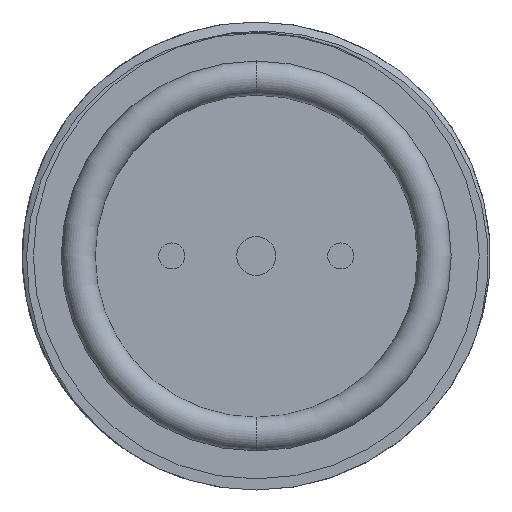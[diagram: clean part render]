
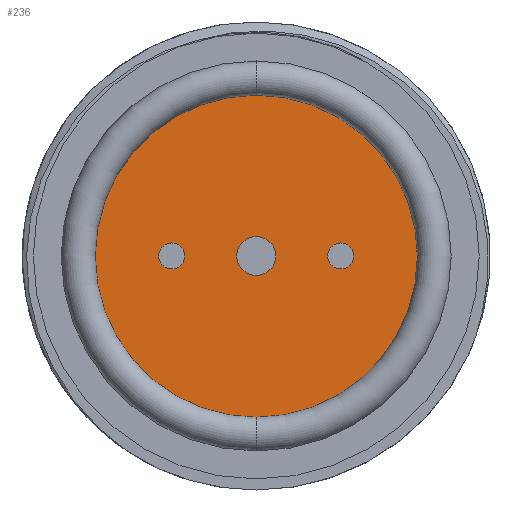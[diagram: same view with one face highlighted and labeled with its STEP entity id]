
A CAD part, front view. The second image highlights one B-rep face of the part: STEP entity #236.
In plain terms, the highlighted planar face has unit normal (0, -1, 0).
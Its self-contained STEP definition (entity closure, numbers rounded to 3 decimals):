
#168 = DIRECTION ( 'NONE',  ( 0., 0., -1. ) ) ;
#205 = FACE_BOUND ( 'NONE', #691, .T. ) ;
#236 = ADVANCED_FACE ( 'NONE', ( #4204, #1338, #205, #2342 ), #2041, .T. ) ;
#595 = VERTEX_POINT ( 'NONE', #2734 ) ;
#691 = EDGE_LOOP ( 'NONE', ( #1287, #1669 ) ) ;
#748 = AXIS2_PLACEMENT_3D ( 'NONE', #1150, #3756, #1539 ) ;
#796 = AXIS2_PLACEMENT_3D ( 'NONE', #1958, #1576, #3795 ) ;
#815 = CARTESIAN_POINT ( 'NONE',  ( 0., 2., 0. ) ) ;
#868 = EDGE_CURVE ( 'NONE', #2784, #4468, #2381, .T. ) ;
#981 = EDGE_LOOP ( 'NONE', ( #4504, #1432 ) ) ;
#1002 = CARTESIAN_POINT ( 'NONE',  ( 6.5, 2., 0. ) ) ;
#1033 = EDGE_LOOP ( 'NONE', ( #2956, #3974 ) ) ;
#1136 = ORIENTED_EDGE ( 'NONE', *, *, #3571, .F. ) ;
#1150 = CARTESIAN_POINT ( 'NONE',  ( 6.5, 2., 0. ) ) ;
#1281 = VERTEX_POINT ( 'NONE', #2667 ) ;
#1287 = ORIENTED_EDGE ( 'NONE', *, *, #2062, .F. ) ;
#1298 = CARTESIAN_POINT ( 'NONE',  ( -6.5, 2., 0. ) ) ;
#1338 = FACE_BOUND ( 'NONE', #1785, .T. ) ;
#1404 = DIRECTION ( 'NONE',  ( 0., 0., -1. ) ) ;
#1432 = ORIENTED_EDGE ( 'NONE', *, *, #4658, .F. ) ;
#1496 = DIRECTION ( 'NONE',  ( 0., -1., 0. ) ) ;
#1510 = DIRECTION ( 'NONE',  ( 0., -1., 0. ) ) ;
#1539 = DIRECTION ( 'NONE',  ( 0., 0., -1. ) ) ;
#1576 = DIRECTION ( 'NONE',  ( 0., -1., 0. ) ) ;
#1624 = EDGE_CURVE ( 'NONE', #595, #3508, #2032, .T. ) ;
#1669 = ORIENTED_EDGE ( 'NONE', *, *, #4193, .F. ) ;
#1683 = DIRECTION ( 'NONE',  ( 0., 0., -1. ) ) ;
#1785 = EDGE_LOOP ( 'NONE', ( #3822, #1136 ) ) ;
#1814 = CARTESIAN_POINT ( 'NONE',  ( 0., 2., -1.5 ) ) ;
#1894 = VERTEX_POINT ( 'NONE', #2726 ) ;
#1958 = CARTESIAN_POINT ( 'NONE',  ( -6.5, 2., 0. ) ) ;
#2032 = CIRCLE ( 'NONE', #796, 1. ) ;
#2041 = PLANE ( 'NONE',  #2546 ) ;
#2062 = EDGE_CURVE ( 'NONE', #4828, #1281, #2085, .T. ) ;
#2085 = CIRCLE ( 'NONE', #2959, 1.5 ) ;
#2087 = AXIS2_PLACEMENT_3D ( 'NONE', #3716, #1496, #4104 ) ;
#2342 = FACE_OUTER_BOUND ( 'NONE', #1033, .T. ) ;
#2381 = CIRCLE ( 'NONE', #3740, 15. ) ;
#2406 = DIRECTION ( 'NONE',  ( 0., 0., -1. ) ) ;
#2429 = DIRECTION ( 'NONE',  ( 0., -1., 0. ) ) ;
#2454 = CARTESIAN_POINT ( 'NONE',  ( -6.5, 2., 1. ) ) ;
#2488 = AXIS2_PLACEMENT_3D ( 'NONE', #1298, #3910, #1683 ) ;
#2546 = AXIS2_PLACEMENT_3D ( 'NONE', #3886, #4649, #2406 ) ;
#2667 = CARTESIAN_POINT ( 'NONE',  ( 0., 2., 1.5 ) ) ;
#2724 = AXIS2_PLACEMENT_3D ( 'NONE', #4668, #2429, #168 ) ;
#2726 = CARTESIAN_POINT ( 'NONE',  ( 6.5, 2., -1. ) ) ;
#2734 = CARTESIAN_POINT ( 'NONE',  ( -6.5, 2., -1. ) ) ;
#2753 = CARTESIAN_POINT ( 'NONE',  ( 0., 2., 15. ) ) ;
#2784 = VERTEX_POINT ( 'NONE', #2753 ) ;
#2956 = ORIENTED_EDGE ( 'NONE', *, *, #4672, .T. ) ;
#2959 = AXIS2_PLACEMENT_3D ( 'NONE', #3733, #1510, #4122 ) ;
#3191 = CIRCLE ( 'NONE', #2724, 15. ) ;
#3372 = DIRECTION ( 'NONE',  ( 0., -1., 0. ) ) ;
#3423 = CARTESIAN_POINT ( 'NONE',  ( 6.5, 2., 1. ) ) ;
#3481 = CARTESIAN_POINT ( 'NONE',  ( 0., 2., -15. ) ) ;
#3508 = VERTEX_POINT ( 'NONE', #2454 ) ;
#3571 = EDGE_CURVE ( 'NONE', #4403, #1894, #3675, .T. ) ;
#3601 = AXIS2_PLACEMENT_3D ( 'NONE', #1002, #3624, #1404 ) ;
#3624 = DIRECTION ( 'NONE',  ( 0., -1., 0. ) ) ;
#3644 = EDGE_CURVE ( 'NONE', #1894, #4403, #4093, .T. ) ;
#3675 = CIRCLE ( 'NONE', #3601, 1. ) ;
#3716 = CARTESIAN_POINT ( 'NONE',  ( 0., 2., 0. ) ) ;
#3733 = CARTESIAN_POINT ( 'NONE',  ( 0., 2., 0. ) ) ;
#3740 = AXIS2_PLACEMENT_3D ( 'NONE', #815, #3372, #3768 ) ;
#3756 = DIRECTION ( 'NONE',  ( 0., -1., 0. ) ) ;
#3768 = DIRECTION ( 'NONE',  ( 0., 0., -1. ) ) ;
#3787 = CIRCLE ( 'NONE', #2087, 1.5 ) ;
#3795 = DIRECTION ( 'NONE',  ( 0., 0., -1. ) ) ;
#3822 = ORIENTED_EDGE ( 'NONE', *, *, #3644, .F. ) ;
#3886 = CARTESIAN_POINT ( 'NONE',  ( 0., 2., 0. ) ) ;
#3910 = DIRECTION ( 'NONE',  ( 0., -1., 0. ) ) ;
#3974 = ORIENTED_EDGE ( 'NONE', *, *, #868, .T. ) ;
#4093 = CIRCLE ( 'NONE', #748, 1. ) ;
#4104 = DIRECTION ( 'NONE',  ( 0., 0., -1. ) ) ;
#4122 = DIRECTION ( 'NONE',  ( 0., 0., -1. ) ) ;
#4193 = EDGE_CURVE ( 'NONE', #1281, #4828, #3787, .T. ) ;
#4204 = FACE_BOUND ( 'NONE', #981, .T. ) ;
#4403 = VERTEX_POINT ( 'NONE', #3423 ) ;
#4468 = VERTEX_POINT ( 'NONE', #3481 ) ;
#4504 = ORIENTED_EDGE ( 'NONE', *, *, #1624, .F. ) ;
#4649 = DIRECTION ( 'NONE',  ( 0., -1., 0. ) ) ;
#4658 = EDGE_CURVE ( 'NONE', #3508, #595, #4861, .T. ) ;
#4668 = CARTESIAN_POINT ( 'NONE',  ( 0., 2., 0. ) ) ;
#4672 = EDGE_CURVE ( 'NONE', #4468, #2784, #3191, .T. ) ;
#4828 = VERTEX_POINT ( 'NONE', #1814 ) ;
#4861 = CIRCLE ( 'NONE', #2488, 1. ) ;
